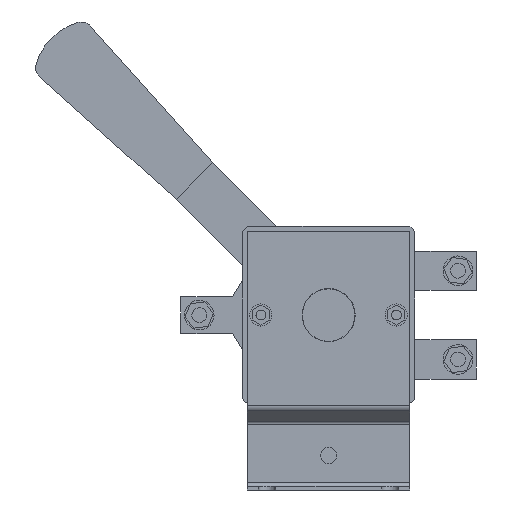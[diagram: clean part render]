
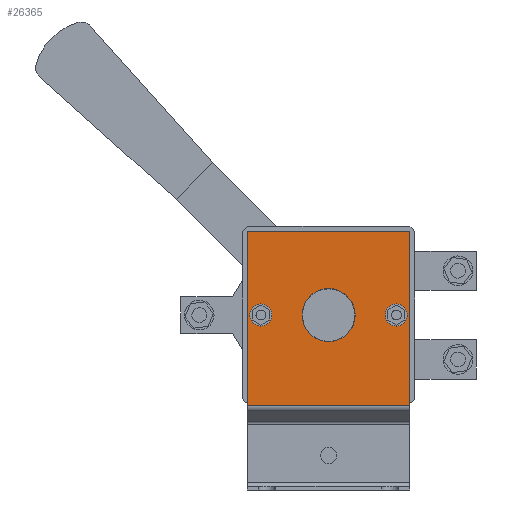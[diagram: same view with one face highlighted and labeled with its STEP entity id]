
A CAD part, left-side view. The second image highlights one B-rep face of the part: STEP entity #26365.
In plain terms, the highlighted planar face has unit normal (-1, 0, 0).
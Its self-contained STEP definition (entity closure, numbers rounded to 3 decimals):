
#23 = DIRECTION ( 'NONE',  ( 1., 0., 0. ) ) ;
#121 = DIRECTION ( 'NONE',  ( 0., -1., 0. ) ) ;
#185 = CARTESIAN_POINT ( 'NONE',  ( -68.5, -33., 34. ) ) ;
#2066 = ORIENTED_EDGE ( 'NONE', *, *, #19342, .T. ) ;
#2170 = DIRECTION ( 'NONE',  ( 0., 0., -1. ) ) ;
#2969 = ORIENTED_EDGE ( 'NONE', *, *, #16376, .F. ) ;
#3974 = LINE ( 'NONE', #29571, #16250 ) ;
#4508 = CARTESIAN_POINT ( 'NONE',  ( -68.5, -33., 0. ) ) ;
#4558 = FACE_BOUND ( 'NONE', #5544, .T. ) ;
#5293 = FACE_OUTER_BOUND ( 'NONE', #14723, .T. ) ;
#5493 = PLANE ( 'NONE',  #14833 ) ;
#5544 = EDGE_LOOP ( 'NONE', ( #12570 ) ) ;
#5592 = DIRECTION ( 'NONE',  ( 0., 0., -1. ) ) ;
#6644 = VERTEX_POINT ( 'NONE', #15101 ) ;
#7405 = LINE ( 'NONE', #12844, #14705 ) ;
#8631 = EDGE_LOOP ( 'NONE', ( #2066 ) ) ;
#8831 = VECTOR ( 'NONE', #20870, 1000. ) ;
#9070 = VERTEX_POINT ( 'NONE', #15887 ) ;
#10641 = ORIENTED_EDGE ( 'NONE', *, *, #16235, .F. ) ;
#10832 = CARTESIAN_POINT ( 'NONE',  ( -68.5, 27.5, -4.5 ) ) ;
#11594 = CARTESIAN_POINT ( 'NONE',  ( -68.5, 0., -10.75 ) ) ;
#12505 = EDGE_CURVE ( 'NONE', #12790, #20172, #22596, .T. ) ;
#12570 = ORIENTED_EDGE ( 'NONE', *, *, #16663, .T. ) ;
#12790 = VERTEX_POINT ( 'NONE', #26760 ) ;
#12844 = CARTESIAN_POINT ( 'NONE',  ( -68.5, 33., 0. ) ) ;
#13304 = AXIS2_PLACEMENT_3D ( 'NONE', #31501, #16891, #2170 ) ;
#13325 = CARTESIAN_POINT ( 'NONE',  ( -68.5, 33., -36.638 ) ) ;
#14157 = DIRECTION ( 'NONE',  ( 1., 0., 0. ) ) ;
#14705 = VECTOR ( 'NONE', #29972, 1000. ) ;
#14723 = EDGE_LOOP ( 'NONE', ( #10641, #2969, #27672, #16537 ) ) ;
#14798 = CARTESIAN_POINT ( 'NONE',  ( -68.5, 0., 0. ) ) ;
#14833 = AXIS2_PLACEMENT_3D ( 'NONE', #15361, #20249, #5592 ) ;
#15075 = CIRCLE ( 'NONE', #29964, 4.5 ) ;
#15101 = CARTESIAN_POINT ( 'NONE',  ( -68.5, 33., 34. ) ) ;
#15151 = EDGE_CURVE ( 'NONE', #24396, #24396, #28225, .T. ) ;
#15361 = CARTESIAN_POINT ( 'NONE',  ( -68.5, 141.448, 0. ) ) ;
#15867 = LINE ( 'NONE', #4508, #16651 ) ;
#15887 = CARTESIAN_POINT ( 'NONE',  ( -68.5, -27.5, -4.5 ) ) ;
#16235 = EDGE_CURVE ( 'NONE', #19950, #12790, #15867, .T. ) ;
#16250 = VECTOR ( 'NONE', #121, 1000. ) ;
#16376 = EDGE_CURVE ( 'NONE', #6644, #19950, #3974, .T. ) ;
#16463 = EDGE_CURVE ( 'NONE', #6644, #20172, #7405, .T. ) ;
#16537 = ORIENTED_EDGE ( 'NONE', *, *, #12505, .F. ) ;
#16651 = VECTOR ( 'NONE', #21612, 1000. ) ;
#16663 = EDGE_CURVE ( 'NONE', #9070, #9070, #15075, .T. ) ;
#16891 = DIRECTION ( 'NONE',  ( 1., 0., 0. ) ) ;
#17152 = CIRCLE ( 'NONE', #30372, 10.75 ) ;
#17250 = DIRECTION ( 'NONE',  ( 0., 0., -1. ) ) ;
#17572 = FACE_BOUND ( 'NONE', #8631, .T. ) ;
#18314 = FACE_BOUND ( 'NONE', #20755, .T. ) ;
#19342 = EDGE_CURVE ( 'NONE', #24755, #24755, #17152, .T. ) ;
#19950 = VERTEX_POINT ( 'NONE', #185 ) ;
#20172 = VERTEX_POINT ( 'NONE', #13325 ) ;
#20249 = DIRECTION ( 'NONE',  ( -1., 0., 0. ) ) ;
#20755 = EDGE_LOOP ( 'NONE', ( #25958 ) ) ;
#20870 = DIRECTION ( 'NONE',  ( 0., 1., 0. ) ) ;
#21612 = DIRECTION ( 'NONE',  ( 0., 0., -1. ) ) ;
#22596 = LINE ( 'NONE', #30591, #8831 ) ;
#24396 = VERTEX_POINT ( 'NONE', #10832 ) ;
#24755 = VERTEX_POINT ( 'NONE', #11594 ) ;
#25958 = ORIENTED_EDGE ( 'NONE', *, *, #15151, .T. ) ;
#26365 = ADVANCED_FACE ( 'NONE', ( #18314, #17572, #5293, #4558 ), #5493, .T. ) ;
#26760 = CARTESIAN_POINT ( 'NONE',  ( -68.5, -33., -36.638 ) ) ;
#27672 = ORIENTED_EDGE ( 'NONE', *, *, #16463, .T. ) ;
#28225 = CIRCLE ( 'NONE', #13304, 4.5 ) ;
#28826 = CARTESIAN_POINT ( 'NONE',  ( -68.5, -27.5, 0. ) ) ;
#29571 = CARTESIAN_POINT ( 'NONE',  ( -68.5, 141.448, 34. ) ) ;
#29964 = AXIS2_PLACEMENT_3D ( 'NONE', #28826, #14157, #31218 ) ;
#29972 = DIRECTION ( 'NONE',  ( 0., 0., -1. ) ) ;
#30372 = AXIS2_PLACEMENT_3D ( 'NONE', #14798, #23, #17250 ) ;
#30591 = CARTESIAN_POINT ( 'NONE',  ( -68.5, 33., -36.638 ) ) ;
#31218 = DIRECTION ( 'NONE',  ( 0., 0., -1. ) ) ;
#31501 = CARTESIAN_POINT ( 'NONE',  ( -68.5, 27.5, 0. ) ) ;
